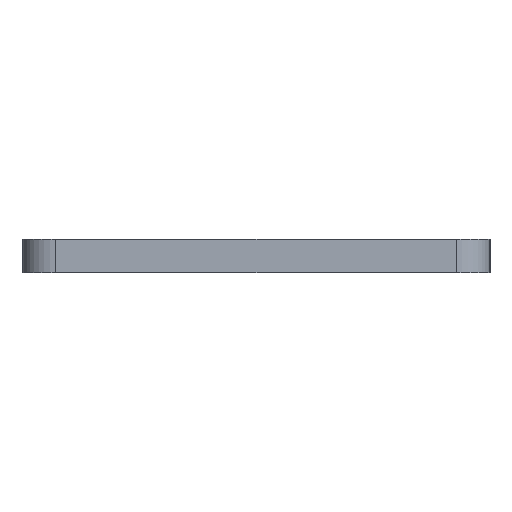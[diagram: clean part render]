
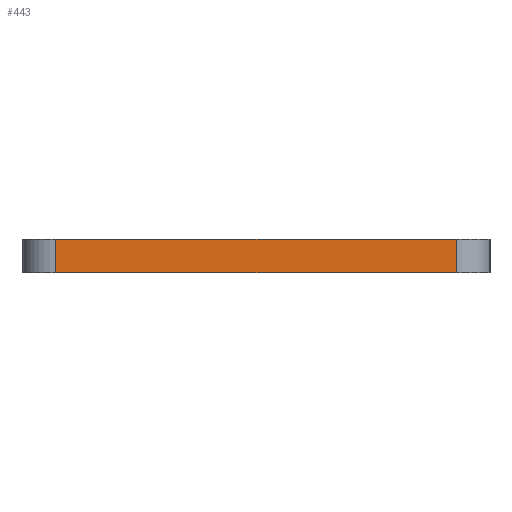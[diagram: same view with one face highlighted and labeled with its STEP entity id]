
A CAD part, left-side view. The second image highlights one B-rep face of the part: STEP entity #443.
In plain terms, the highlighted planar face has unit normal (-1, 0, 0).
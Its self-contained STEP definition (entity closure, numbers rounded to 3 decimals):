
#415 = VERTEX_POINT('',#416);
#416 = CARTESIAN_POINT('',(-195.8,-37.783,25.39));
#423 = EDGE_CURVE('',#415,#424,#426,.T.);
#424 = VERTEX_POINT('',#425);
#425 = CARTESIAN_POINT('',(-195.8,-37.783,19.04));
#426 = LINE('',#427,#428);
#427 = CARTESIAN_POINT('',(-195.8,-37.783,25.39));
#428 = VECTOR('',#429,1.);
#429 = DIRECTION('',(0.,0.,-1.));
#443 = ADVANCED_FACE('',(#444),#469,.F.);
#444 = FACE_BOUND('',#445,.F.);
#445 = EDGE_LOOP('',(#446,#447,#455,#463));
#446 = ORIENTED_EDGE('',*,*,#423,.T.);
#447 = ORIENTED_EDGE('',*,*,#448,.T.);
#448 = EDGE_CURVE('',#424,#449,#451,.T.);
#449 = VERTEX_POINT('',#450);
#450 = CARTESIAN_POINT('',(-195.8,37.782,19.04));
#451 = LINE('',#452,#453);
#452 = CARTESIAN_POINT('',(-195.8,-37.783,19.04));
#453 = VECTOR('',#454,1.);
#454 = DIRECTION('',(0.,1.,0.));
#455 = ORIENTED_EDGE('',*,*,#456,.F.);
#456 = EDGE_CURVE('',#457,#449,#459,.T.);
#457 = VERTEX_POINT('',#458);
#458 = CARTESIAN_POINT('',(-195.8,37.782,25.39));
#459 = LINE('',#460,#461);
#460 = CARTESIAN_POINT('',(-195.8,37.782,25.39));
#461 = VECTOR('',#462,1.);
#462 = DIRECTION('',(0.,0.,-1.));
#463 = ORIENTED_EDGE('',*,*,#464,.F.);
#464 = EDGE_CURVE('',#415,#457,#465,.T.);
#465 = LINE('',#466,#467);
#466 = CARTESIAN_POINT('',(-195.8,-37.783,25.39));
#467 = VECTOR('',#468,1.);
#468 = DIRECTION('',(0.,1.,0.));
#469 = PLANE('',#470);
#470 = AXIS2_PLACEMENT_3D('',#471,#472,#473);
#471 = CARTESIAN_POINT('',(-195.8,-37.783,25.39));
#472 = DIRECTION('',(1.,0.,0.));
#473 = DIRECTION('',(0.,1.,0.));
